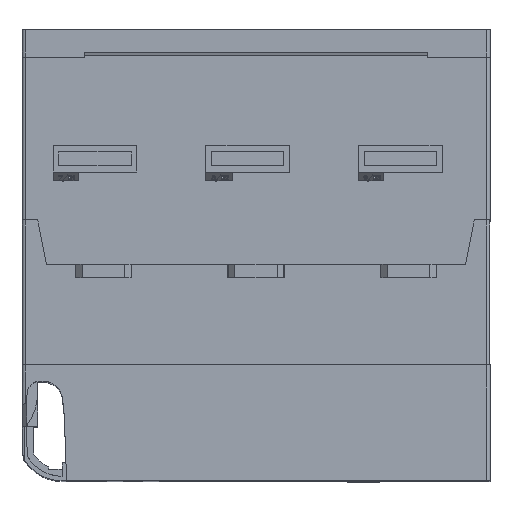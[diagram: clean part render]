
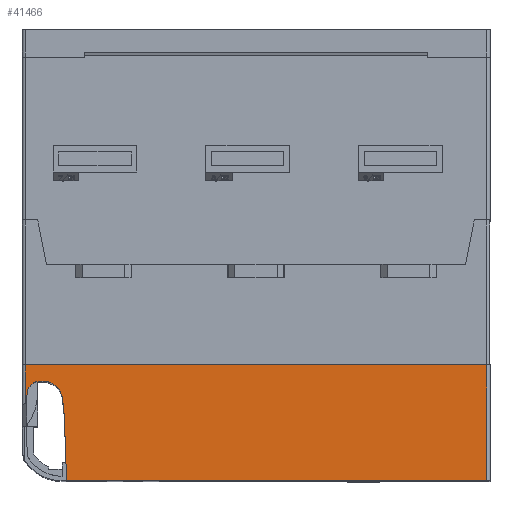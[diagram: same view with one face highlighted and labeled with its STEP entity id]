
A CAD part, top view. The second image highlights one B-rep face of the part: STEP entity #41466.
In plain terms, the highlighted planar face has unit normal (0, 0, 1).
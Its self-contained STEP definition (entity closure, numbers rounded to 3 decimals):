
#14988=VERTEX_POINT('',#43785);
#15034=VERTEX_POINT('',#43836);
#15178=EDGE_CURVE('',#14988,#20136,#44001,.T.);
#16858=EDGE_CURVE('',#19366,#23494,#45858,.T.);
#16920=VERTEX_POINT('',#45926);
#19366=VERTEX_POINT('',#48611);
#20136=VERTEX_POINT('',#49455);
#20968=EDGE_CURVE('',#42306,#30230,#50353,.T.);
#23494=VERTEX_POINT('',#53105);
#24594=EDGE_CURVE('',#15034,#27956,#54296,.T.);
#26148=VERTEX_POINT('',#56003);
#27270=EDGE_CURVE('',#34988,#26148,#57229,.T.);
#27946=EDGE_CURVE('',#30230,#34988,#57962,.T.);
#27956=VERTEX_POINT('',#57975);
#28294=EDGE_CURVE('',#16920,#15034,#58348,.T.);
#28666=EDGE_CURVE('',#27956,#19366,#58759,.T.);
#30230=VERTEX_POINT('',#60471);
#30876=EDGE_CURVE('',#40558,#14988,#61179,.T.);
#34988=VERTEX_POINT('',#65681);
#35554=EDGE_CURVE('',#23494,#42306,#66295,.T.);
#38278=EDGE_CURVE('',#26148,#20136,#69254,.T.);
#40558=VERTEX_POINT('',#71744);
#41174=EDGE_CURVE('',#40558,#16920,#72427,.T.);
#41466=ADVANCED_FACE('',(#72750),#72751,.T.);
#42306=VERTEX_POINT('',#73679);
#43785=CARTESIAN_POINT('',(-103.5,-150.5,162.0));
#43836=CARTESIAN_POINT('',(-102.751,-163.74,162.0));
#44001=LINE('',#75909,#75910);
#45858=CIRCLE('',#78673,8.75);
#45926=CARTESIAN_POINT('',(-102.825,-168.0,162.0));
#48611=CARTESIAN_POINT('',(-95.51,-157.845,162.0));
#49455=CARTESIAN_POINT('',(103.5,-150.5,162.0));
#50353=LINE('',#85470,#85471);
#53105=CARTESIAN_POINT('',(-86.804,-165.712,162.0));
#54296=CIRCLE('',#91507,6.);
#56003=CARTESIAN_POINT('',(103.5,-202.5,162.0));
#57229=LINE('',#96052,#96053);
#57962=LINE('',#97148,#97149);
#57975=CARTESIAN_POINT('',(-96.752,-157.845,162.0));
#58348=LINE('',#97767,#97768);
#58759=LINE('',#98357,#98358);
#60471=CARTESIAN_POINT('',(-85.52,-187.623,162.0));
#61179=LINE('',#102051,#102052);
#65681=CARTESIAN_POINT('',(-85.,-202.5,162.0));
#66295=LINE('',#110003,#110004);
#69254=LINE('',#114556,#114557);
#71744=CARTESIAN_POINT('',(-103.5,-168.0,162.0));
#72427=LINE('',#119543,#119544);
#72750=FACE_OUTER_BOUND('',#120029,.T.);
#72751=PLANE('',#120030);
#73679=CARTESIAN_POINT('',(-86.012,-173.518,162.0));
#75909=CARTESIAN_POINT('',(-103.5,-150.5,162.0));
#75910=VECTOR('',#123788,1.0);
#78673=AXIS2_PLACEMENT_3D('',#125872,#125873,#125874);
#85470=CARTESIAN_POINT('',(-85.271,-194.739,162.0));
#85471=VECTOR('',#130605,1.0);
#91507=AXIS2_PLACEMENT_3D('',#134517,#134518,#134519);
#96052=CARTESIAN_POINT('',(-103.5,-202.5,162.0));
#96053=VECTOR('',#137545,1.0);
#97148=CARTESIAN_POINT('',(-84.937,-204.291,162.0));
#97149=VECTOR('',#138232,1.0);
#97767=CARTESIAN_POINT('',(-103.089,-183.121,162.0));
#97768=VECTOR('',#138683,1.0);
#98357=CARTESIAN_POINT('',(-99.505,-157.845,162.0));
#98358=VECTOR('',#139119,1.0);
#102051=CARTESIAN_POINT('',(-103.5,-176.5,162.0));
#102052=VECTOR('',#141571,1.0);
#110003=CARTESIAN_POINT('',(-84.646,-186.983,162.0));
#110004=VECTOR('',#147155,1.0);
#114556=CARTESIAN_POINT('',(103.5,-176.5,162.0));
#114557=VECTOR('',#150141,1.0);
#119543=CARTESIAN_POINT('',(-106.75,-168.0,162.0));
#119544=VECTOR('',#153687,1.0);
#120029=EDGE_LOOP('',(#154041,#154042,#154043,#154044,#154045,#154046,#154047,#154048,#154049,#154050,#154051,#154052));
#120030=AXIS2_PLACEMENT_3D('',#154053,#154054,#154055);
#123788=DIRECTION('',(1.0,0.0,0.0));
#125872=CARTESIAN_POINT('',(-95.51,-166.595,162.0));
#125873=DIRECTION('',(0.0,0.0,-1.0));
#125874=DIRECTION('',(0.995,0.101,0.0));
#130605=DIRECTION('',(0.035,-0.999,0.0));
#134517=CARTESIAN_POINT('',(-96.752,-163.845,162.0));
#134518=DIRECTION('',(-0.0,0.0,-1.0));
#134519=DIRECTION('',(0.,1.0,0.0));
#137545=DIRECTION('',(1.0,0.0,0.0));
#138232=DIRECTION('',(0.035,-0.999,0.0));
#138683=DIRECTION('',(0.017,1.,-0.0));
#139119=DIRECTION('',(1.0,0.0,0.0));
#141571=DIRECTION('',(0.0,1.0,0.0));
#147155=DIRECTION('',(0.101,-0.995,0.0));
#150141=DIRECTION('',(0.0,1.0,0.0));
#153687=DIRECTION('',(1.0,-0.0,0.0));
#154041=ORIENTED_EDGE('',*,*,#41174,.T.);
#154042=ORIENTED_EDGE('',*,*,#28294,.T.);
#154043=ORIENTED_EDGE('',*,*,#24594,.T.);
#154044=ORIENTED_EDGE('',*,*,#28666,.T.);
#154045=ORIENTED_EDGE('',*,*,#16858,.T.);
#154046=ORIENTED_EDGE('',*,*,#35554,.T.);
#154047=ORIENTED_EDGE('',*,*,#20968,.T.);
#154048=ORIENTED_EDGE('',*,*,#27946,.T.);
#154049=ORIENTED_EDGE('',*,*,#27270,.T.);
#154050=ORIENTED_EDGE('',*,*,#38278,.T.);
#154051=ORIENTED_EDGE('',*,*,#15178,.F.);
#154052=ORIENTED_EDGE('',*,*,#30876,.F.);
#154053=CARTESIAN_POINT('',(-103.5,-202.5,162.0));
#154054=DIRECTION('',(0.0,0.0,1.0));
#154055=DIRECTION('',(0.0,-1.0,0.0));
